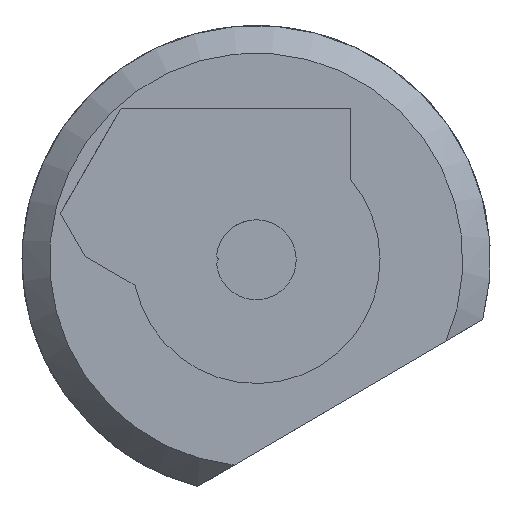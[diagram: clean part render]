
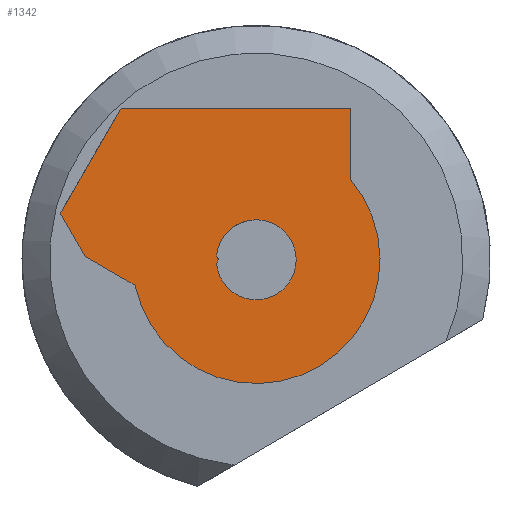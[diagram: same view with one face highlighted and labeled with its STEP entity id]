
A CAD part, left-side view. The second image highlights one B-rep face of the part: STEP entity #1342.
In plain terms, the highlighted planar face has unit normal (-1, 0, 0).
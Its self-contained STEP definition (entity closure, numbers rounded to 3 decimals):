
#59=PLANE('',#1527);
#96=FACE_BOUND('',#476,.T.);
#155=LINE('',#2310,#233);
#163=LINE('',#2406,#241);
#165=LINE('',#2414,#243);
#166=LINE('',#2416,#244);
#167=LINE('',#2418,#245);
#168=LINE('',#2420,#246);
#169=LINE('',#2421,#247);
#233=VECTOR('',#1893,10.);
#241=VECTOR('',#1923,10.);
#243=VECTOR('',#1931,10.);
#244=VECTOR('',#1932,10.);
#245=VECTOR('',#1933,10.);
#246=VECTOR('',#1934,10.);
#247=VECTOR('',#1935,10.);
#362=FACE_OUTER_BOUND('',#475,.T.);
#475=EDGE_LOOP('',(#1205,#1206,#1207,#1208,#1209,#1210));
#476=EDGE_LOOP('',(#1211,#1212,#1213,#1214));
#572=CIRCLE('',#1521,2.9);
#576=CIRCLE('',#1528,8.988);
#577=CIRCLE('',#1529,2.9);
#691=VERTEX_POINT('',#2307);
#692=VERTEX_POINT('',#2309);
#700=VERTEX_POINT('',#2337);
#703=VERTEX_POINT('',#2405);
#704=VERTEX_POINT('',#2410);
#705=VERTEX_POINT('',#2411);
#706=VERTEX_POINT('',#2413);
#707=VERTEX_POINT('',#2415);
#708=VERTEX_POINT('',#2417);
#709=VERTEX_POINT('',#2419);
#857=EDGE_CURVE('',#692,#691,#155,.T.);
#868=EDGE_CURVE('',#691,#700,#572,.T.);
#875=EDGE_CURVE('',#692,#703,#163,.T.);
#878=EDGE_CURVE('',#704,#705,#576,.T.);
#879=EDGE_CURVE('',#706,#704,#165,.T.);
#880=EDGE_CURVE('',#706,#707,#166,.T.);
#881=EDGE_CURVE('',#707,#708,#167,.T.);
#882=EDGE_CURVE('',#708,#709,#168,.T.);
#883=EDGE_CURVE('',#705,#709,#169,.T.);
#884=EDGE_CURVE('',#703,#700,#577,.T.);
#1205=ORIENTED_EDGE('',*,*,#878,.F.);
#1206=ORIENTED_EDGE('',*,*,#879,.F.);
#1207=ORIENTED_EDGE('',*,*,#880,.T.);
#1208=ORIENTED_EDGE('',*,*,#881,.T.);
#1209=ORIENTED_EDGE('',*,*,#882,.T.);
#1210=ORIENTED_EDGE('',*,*,#883,.F.);
#1211=ORIENTED_EDGE('',*,*,#857,.T.);
#1212=ORIENTED_EDGE('',*,*,#868,.T.);
#1213=ORIENTED_EDGE('',*,*,#884,.F.);
#1214=ORIENTED_EDGE('',*,*,#875,.F.);
#1342=ADVANCED_FACE('',(#362,#96),#59,.F.);
#1521=AXIS2_PLACEMENT_3D('',#2339,#1912,#1913);
#1527=AXIS2_PLACEMENT_3D('',#2409,#1927,#1928);
#1528=AXIS2_PLACEMENT_3D('',#2412,#1929,#1930);
#1529=AXIS2_PLACEMENT_3D('',#2422,#1936,#1937);
#1893=DIRECTION('',(0.,0.5,0.866));
#1912=DIRECTION('center_axis',(1.,0.,0.));
#1913=DIRECTION('ref_axis',(0.,1.,0.));
#1923=DIRECTION('',(0.,0.5,-0.866));
#1927=DIRECTION('center_axis',(1.,0.,0.));
#1928=DIRECTION('ref_axis',(0.,1.,0.));
#1929=DIRECTION('center_axis',(1.,0.,0.));
#1930=DIRECTION('ref_axis',(0.,1.,0.));
#1931=DIRECTION('',(0.,0.,-1.));
#1932=DIRECTION('',(0.,1.,0.));
#1933=DIRECTION('',(0.,0.5,-0.866));
#1934=DIRECTION('',(0.,-0.5,-0.866));
#1935=DIRECTION('',(0.,0.866,0.5));
#1936=DIRECTION('center_axis',(-1.,0.,0.));
#1937=DIRECTION('ref_axis',(0.,1.,0.));
#2307=CARTESIAN_POINT('',(0.,2.888,0.262));
#2309=CARTESIAN_POINT('',(0.,2.734,-0.005));
#2310=CARTESIAN_POINT('',(0.,3.015,0.481));
#2337=CARTESIAN_POINT('',(0.,-2.506,1.46));
#2339=CARTESIAN_POINT('Origin',(0.,0.,0.));
#2405=CARTESIAN_POINT('',(0.,2.885,-0.267));
#2406=CARTESIAN_POINT('',(0.,2.885,-0.267));
#2409=CARTESIAN_POINT('Origin',(0.,2.615,1.004));
#2410=CARTESIAN_POINT('',(0.,-6.833,5.839));
#2411=CARTESIAN_POINT('',(0.,8.794,-1.854));
#2412=CARTESIAN_POINT('Origin',(0.,0.,0.));
#2413=CARTESIAN_POINT('',(0.,-6.833,10.995));
#2414=CARTESIAN_POINT('',(0.,-6.833,10.995));
#2415=CARTESIAN_POINT('',(0.,9.812,10.995));
#2416=CARTESIAN_POINT('',(0.,-6.833,10.995));
#2417=CARTESIAN_POINT('',(0.,14.217,3.366));
#2418=CARTESIAN_POINT('',(0.,9.812,10.995));
#2419=CARTESIAN_POINT('',(0.,12.408,0.232));
#2420=CARTESIAN_POINT('',(0.,14.217,3.366));
#2421=CARTESIAN_POINT('',(0.,8.794,-1.854));
#2422=CARTESIAN_POINT('Origin',(0.,-0.003,-0.005));
